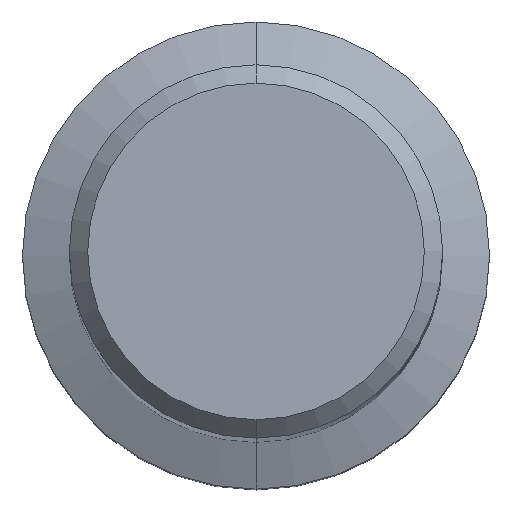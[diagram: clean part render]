
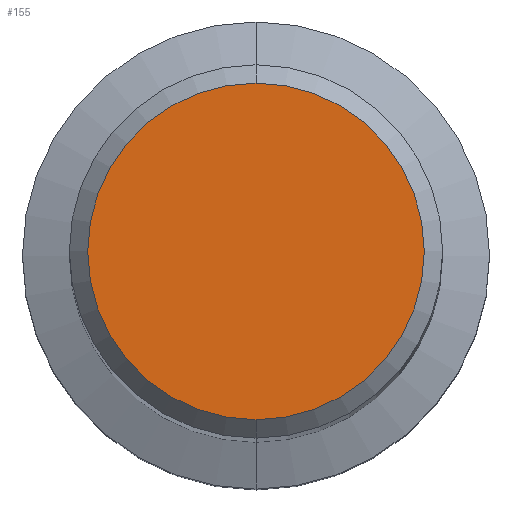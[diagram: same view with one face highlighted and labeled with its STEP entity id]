
A CAD part, top view. The second image highlights one B-rep face of the part: STEP entity #155.
In plain terms, the highlighted planar face has unit normal (0, 0, 1).
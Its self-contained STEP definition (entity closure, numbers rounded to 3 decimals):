
#155=ADVANCED_FACE('',(#359),#360,.T.);
#185=VERTEX_POINT('',#394);
#209=VERTEX_POINT('',#421);
#243=EDGE_CURVE('',#185,#209,#459,.T.);
#283=EDGE_CURVE('',#209,#185,#502,.T.);
#359=FACE_OUTER_BOUND('',#585,.T.);
#360=PLANE('',#586);
#394=CARTESIAN_POINT('',(0.0,9.15,0.0));
#421=CARTESIAN_POINT('',(0.,-9.15,0.0));
#459=CIRCLE('',#708,9.15);
#502=CIRCLE('',#767,9.15);
#585=EDGE_LOOP('',(#850,#851));
#586=AXIS2_PLACEMENT_3D('',#852,#853,#854);
#708=AXIS2_PLACEMENT_3D('',#980,#981,#982);
#767=AXIS2_PLACEMENT_3D('',#1027,#1028,#1029);
#850=ORIENTED_EDGE('',*,*,#243,.F.);
#851=ORIENTED_EDGE('',*,*,#283,.F.);
#852=CARTESIAN_POINT('',(0.0,4.575,0.0));
#853=DIRECTION('',(-0.0,0.0,1.0));
#854=DIRECTION('',(0.0,-1.0,0.0));
#980=CARTESIAN_POINT('',(0.0,0.0,0.0));
#981=DIRECTION('',(0.0,0.0,-1.0));
#982=DIRECTION('',(0.0,1.0,0.0));
#1027=CARTESIAN_POINT('',(0.0,0.0,0.0));
#1028=DIRECTION('',(0.0,0.0,-1.0));
#1029=DIRECTION('',(0.0,1.0,0.0));
